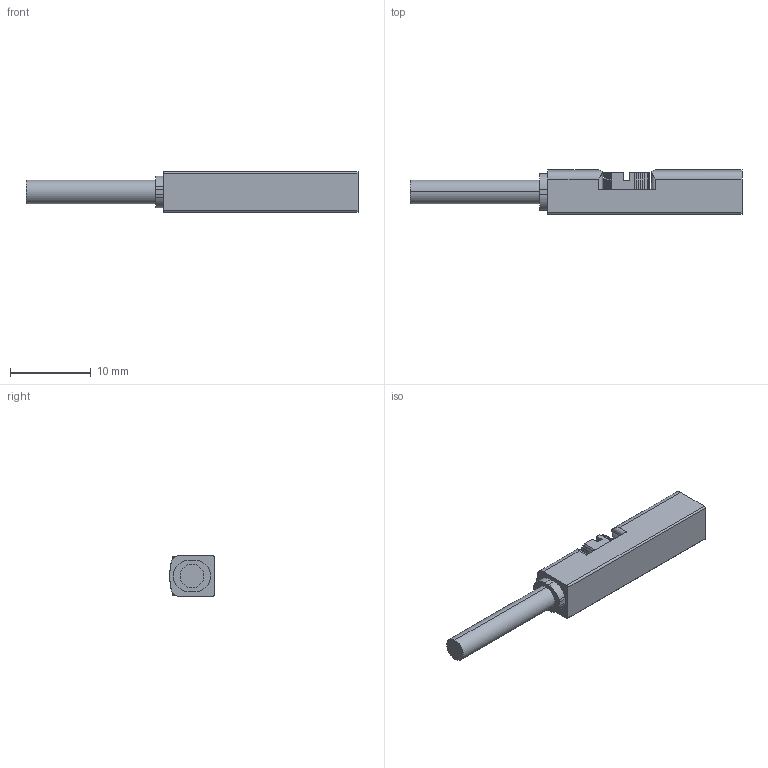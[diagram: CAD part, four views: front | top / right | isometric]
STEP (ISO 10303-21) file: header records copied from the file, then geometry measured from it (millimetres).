
FILE_DESCRIPTION(('STEP AP203'),'1');
FILE_NAME('detecteur_f1980.stp','2018-10-24T19:44:41',('TraceParts'),('TraceParts S.A.'),'Spatial InterOp 3D',' ',' ');
FILE_SCHEMA(('CONFIG_CONTROL_DESIGN'));
Length unit declared in the file: millimetre
Products named in the file (1): 1
Bounding box: 41 x 5.5 x 5 mm (x, y, z)
Volume: 719.7 mm3; surface area: 742.4 mm2
Topology: 1 solids, 1 shells, 173 faces, 504 edges, 336 vertices
Faces by surface type: plane 105, cylinder 68
Entity records: 5816 total; most frequent: CARTESIAN_POINT 1084, ORIENTED_EDGE 1008, DIRECTION 966, EDGE_CURVE 504, LINE 370, VECTOR 370, VERTEX_POINT 336, AXIS2_PLACEMENT_3D 298
